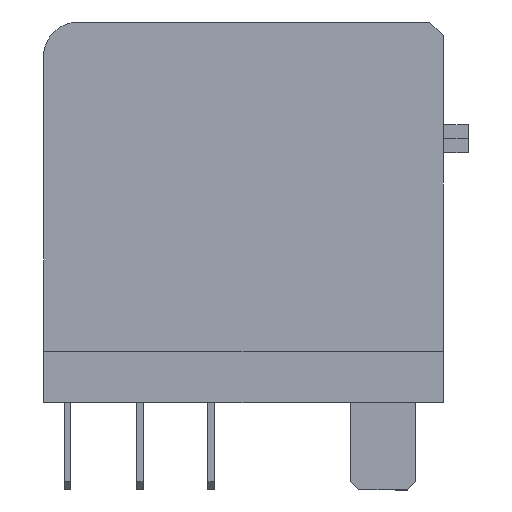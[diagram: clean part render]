
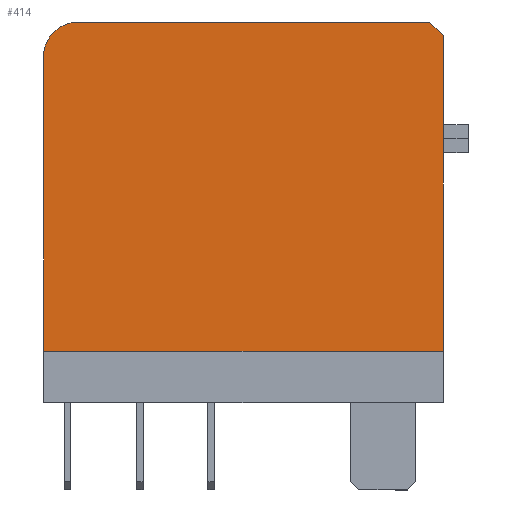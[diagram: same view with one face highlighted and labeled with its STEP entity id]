
A CAD part, left-side view. The second image highlights one B-rep face of the part: STEP entity #414.
In plain terms, the highlighted planar face has unit normal (-1, 0, 0).
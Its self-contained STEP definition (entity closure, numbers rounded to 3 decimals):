
#355=AXIS2_PLACEMENT_3D('Circle Axis2P3D',#353,#354,$) ;
#394=AXIS2_PLACEMENT_3D('Plane Axis2P3D',#391,#392,#393) ;
#127=CARTESIAN_POINT('Vertex',(0.,1.8,32.7)) ;
#130=CARTESIAN_POINT('Line Origine',(0.,1.8,21.35)) ;
#134=CARTESIAN_POINT('Vertex',(0.,1.8,10.)) ;
#293=CARTESIAN_POINT('Vertex',(0.,28.1,33.7)) ;
#296=CARTESIAN_POINT('Line Origine',(0.,15.45,33.7)) ;
#300=CARTESIAN_POINT('Vertex',(0.,2.8,33.7)) ;
#350=CARTESIAN_POINT('Vertex',(0.,30.6,31.2)) ;
#353=CARTESIAN_POINT('Axis2P3D Location',(0.,28.1,31.2)) ;
#375=CARTESIAN_POINT('Vertex',(0.,30.6,10.)) ;
#378=CARTESIAN_POINT('Line Origine',(0.,30.6,20.6)) ;
#391=CARTESIAN_POINT('Axis2P3D Location',(0.,30.6,33.7)) ;
#396=CARTESIAN_POINT('Line Origine',(0.,16.2,10.)) ;
#401=CARTESIAN_POINT('Line Origine',(0.,2.3,33.2)) ;
#131=DIRECTION('Vector Direction',(0.,0.,1.)) ;
#297=DIRECTION('Vector Direction',(0.,1.,0.)) ;
#354=DIRECTION('Axis2P3D Direction',(1.,0.,0.)) ;
#379=DIRECTION('Vector Direction',(0.,0.,-1.)) ;
#392=DIRECTION('Axis2P3D Direction',(1.,0.,0.)) ;
#393=DIRECTION('Axis2P3D XDirection',(0.,1.,0.)) ;
#397=DIRECTION('Vector Direction',(0.,-1.,0.)) ;
#402=DIRECTION('Vector Direction',(0.,0.707,0.707)) ;
#132=VECTOR('Line Direction',#131,1.) ;
#298=VECTOR('Line Direction',#297,1.) ;
#380=VECTOR('Line Direction',#379,1.) ;
#398=VECTOR('Line Direction',#397,1.) ;
#403=VECTOR('Line Direction',#402,1.) ;
#407=ORIENTED_EDGE('',*,*,#400,.F.) ;
#408=ORIENTED_EDGE('',*,*,#136,.T.) ;
#409=ORIENTED_EDGE('',*,*,#405,.T.) ;
#410=ORIENTED_EDGE('',*,*,#302,.T.) ;
#411=ORIENTED_EDGE('',*,*,#357,.F.) ;
#412=ORIENTED_EDGE('',*,*,#382,.T.) ;
#414=ADVANCED_FACE('RELAIS_OBEN',(#413),#395,.F.) ;
#356=CIRCLE('generated circle',#355,2.5) ;
#136=EDGE_CURVE('',#135,#128,#133,.T.) ;
#302=EDGE_CURVE('',#301,#294,#299,.T.) ;
#357=EDGE_CURVE('',#351,#294,#356,.T.) ;
#382=EDGE_CURVE('',#351,#376,#381,.T.) ;
#400=EDGE_CURVE('',#135,#376,#399,.F.) ;
#405=EDGE_CURVE('',#128,#301,#404,.T.) ;
#406=EDGE_LOOP('',(#407,#408,#409,#410,#411,#412)) ;
#413=FACE_OUTER_BOUND('',#406,.T.) ;
#133=LINE('Line',#130,#132) ;
#299=LINE('Line',#296,#298) ;
#381=LINE('Line',#378,#380) ;
#399=LINE('Line',#396,#398) ;
#404=LINE('Line',#401,#403) ;
#395=PLANE('',#394) ;
#128=VERTEX_POINT('',#127) ;
#135=VERTEX_POINT('',#134) ;
#294=VERTEX_POINT('',#293) ;
#301=VERTEX_POINT('',#300) ;
#351=VERTEX_POINT('',#350) ;
#376=VERTEX_POINT('',#375) ;
